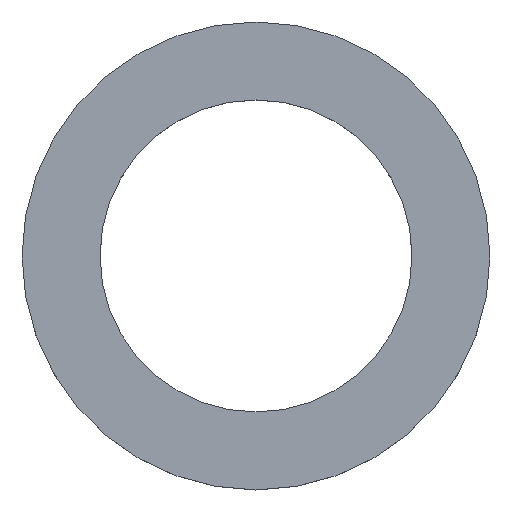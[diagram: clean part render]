
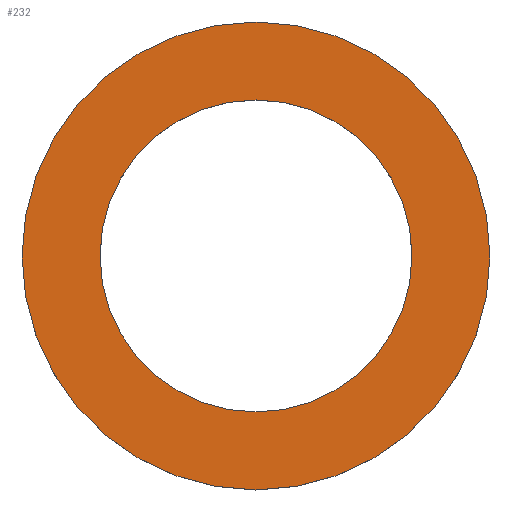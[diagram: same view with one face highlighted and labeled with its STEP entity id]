
A CAD part, top view. The second image highlights one B-rep face of the part: STEP entity #232.
In plain terms, the highlighted planar face has unit normal (0, 0, 1).
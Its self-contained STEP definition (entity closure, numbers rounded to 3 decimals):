
#14 = EDGE_CURVE ( 'NONE', #214, #118, #218, .T. ) ;
#16 = FACE_OUTER_BOUND ( 'NONE', #233, .T. ) ;
#20 = DIRECTION ( 'NONE',  ( 0., -1., 0. ) ) ;
#22 = DIRECTION ( 'NONE',  ( -1., 0., 0. ) ) ;
#29 = AXIS2_PLACEMENT_3D ( 'NONE', #104, #236, #46 ) ;
#35 = AXIS2_PLACEMENT_3D ( 'NONE', #175, #84, #64 ) ;
#39 = CARTESIAN_POINT ( 'NONE',  ( -14., 0., 2. ) ) ;
#40 = CIRCLE ( 'NONE', #207, 21. ) ;
#46 = DIRECTION ( 'NONE',  ( -1., 0., 0. ) ) ;
#61 = VERTEX_POINT ( 'NONE', #67 ) ;
#64 = DIRECTION ( 'NONE',  ( -1., 0., 0. ) ) ;
#67 = CARTESIAN_POINT ( 'NONE',  ( 21., 0., 2. ) ) ;
#69 = EDGE_CURVE ( 'NONE', #118, #214, #76, .T. ) ;
#76 = CIRCLE ( 'NONE', #29, 14. ) ;
#84 = DIRECTION ( 'NONE',  ( 0., 0., -1. ) ) ;
#87 = CARTESIAN_POINT ( 'NONE',  ( 0., 0., 2. ) ) ;
#89 = AXIS2_PLACEMENT_3D ( 'NONE', #97, #135, #20 ) ;
#97 = CARTESIAN_POINT ( 'NONE',  ( 0., 0., 2. ) ) ;
#99 = CIRCLE ( 'NONE', #35, 21. ) ;
#101 = CARTESIAN_POINT ( 'NONE',  ( -21., 0., 2. ) ) ;
#102 = CARTESIAN_POINT ( 'NONE',  ( 14., 0., 2. ) ) ;
#104 = CARTESIAN_POINT ( 'NONE',  ( 0., 0., 2. ) ) ;
#111 = ORIENTED_EDGE ( 'NONE', *, *, #14, .T. ) ;
#118 = VERTEX_POINT ( 'NONE', #102 ) ;
#125 = EDGE_CURVE ( 'NONE', #61, #243, #40, .T. ) ;
#135 = DIRECTION ( 'NONE',  ( 0., 0., -1. ) ) ;
#143 = AXIS2_PLACEMENT_3D ( 'NONE', #219, #185, #22 ) ;
#152 = ORIENTED_EDGE ( 'NONE', *, *, #69, .T. ) ;
#157 = EDGE_CURVE ( 'NONE', #243, #61, #99, .T. ) ;
#164 = ORIENTED_EDGE ( 'NONE', *, *, #125, .F. ) ;
#166 = ORIENTED_EDGE ( 'NONE', *, *, #157, .F. ) ;
#175 = CARTESIAN_POINT ( 'NONE',  ( 0., 0., 2. ) ) ;
#178 = DIRECTION ( 'NONE',  ( 0., 0., -1. ) ) ;
#185 = DIRECTION ( 'NONE',  ( 0., 0., -1. ) ) ;
#190 = FACE_BOUND ( 'NONE', #216, .T. ) ;
#196 = PLANE ( 'NONE',  #89 ) ;
#199 = DIRECTION ( 'NONE',  ( -1., 0., 0. ) ) ;
#207 = AXIS2_PLACEMENT_3D ( 'NONE', #87, #178, #199 ) ;
#214 = VERTEX_POINT ( 'NONE', #39 ) ;
#216 = EDGE_LOOP ( 'NONE', ( #111, #152 ) ) ;
#218 = CIRCLE ( 'NONE', #143, 14. ) ;
#219 = CARTESIAN_POINT ( 'NONE',  ( 0., 0., 2. ) ) ;
#232 = ADVANCED_FACE ( 'NONE', ( #190, #16 ), #196, .F. ) ;
#233 = EDGE_LOOP ( 'NONE', ( #166, #164 ) ) ;
#236 = DIRECTION ( 'NONE',  ( 0., 0., -1. ) ) ;
#243 = VERTEX_POINT ( 'NONE', #101 ) ;
